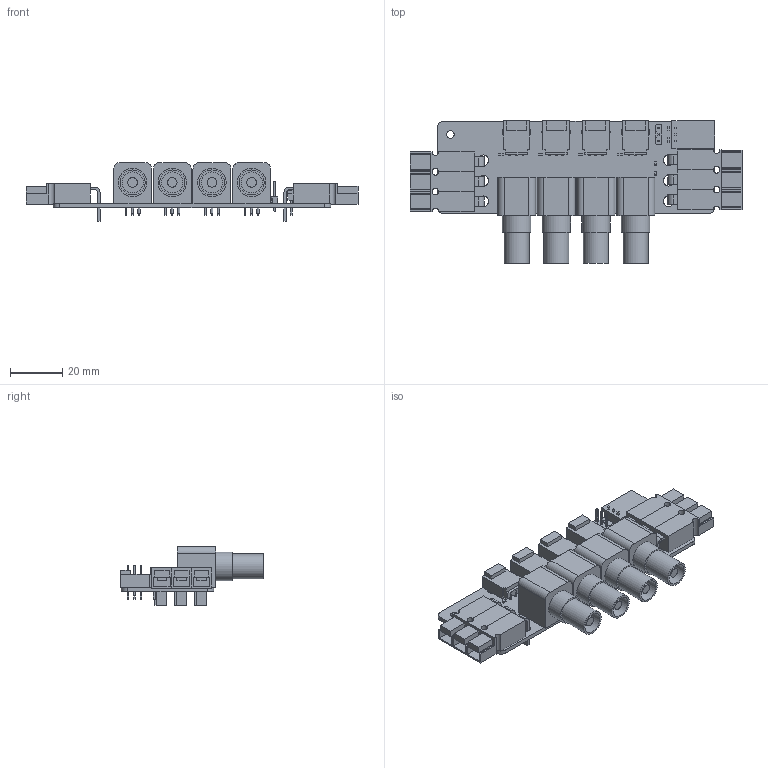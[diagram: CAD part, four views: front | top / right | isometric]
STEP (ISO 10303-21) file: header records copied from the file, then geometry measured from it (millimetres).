
FILE_DESCRIPTION(('KiCad electronic assembly'),'2;1');
FILE_NAME('CameraPowerInjector_Hardware.step','2019-04-02T18:39:16',( 'An Author'),('A Company'),'Open CASCADE STEP processor 6.9', 'KiCad to STEP converter','Unknown');
FILE_SCHEMA(('AUTOMOTIVE_DESIGN { 1 0 10303 214 1 1 1 1 }'));
Length unit declared in the file: millimetre
Products named in the file (18): Open CASCADE STEP translator 6.9 1; C_0603_1608Metric; SOLID; Anderson_3_Horizontal_Side_by_Side; COMPOUND; Molex_SL_03_Horizontal; BNC_Horizontal; PinHeader_1x03_P2.54mm_Vertical; OKI; LED_0603_1608Metric; R_0603_1608Metric
Assembly tree (29 placements, depth 3):
  Open CASCADE STEP translator 6.9 1
    C_0603_1608Metric  x6
      SOLID
    Anderson_3_Horizontal_Side_by_Side  x2
      COMPOUND
    Molex_SL_03_Horizontal  x4
      SOLID
    BNC_Horizontal  x4
      SOLID
    PinHeader_1x03_P2.54mm_Vertical
      SOLID
    OKI
      SOLID
    LED_0603_1608Metric
      SOLID
    R_0603_1608Metric
      SOLID
    COMPOUND
Bounding box: 127.51 x 54.86 x 22.61 mm (x, y, z)
Volume: 33379.3 mm3; surface area: 28157.9 mm2
Topology: 25 solids, 25 shells, 949 faces, 2424 edges, 1604 vertices
Faces by surface type: plane 748, cylinder 201
Full cylindrical faces by diameter (mm): 0.762 x4, 0.889 x19, 0.9 x8, 1 x3, 2.642 x8, 2.946 x4, 3.45 x8, 3.665 x4, 4.06 x6, 7.874 x1, 8.114 x4, 9.601 x4, 10.922 x4
Entity records: 33424 total; most frequent: CARTESIAN_POINT 5300, DIRECTION 4753, LINE 3165, VECTOR 3165, ORIENTED_EDGE 2400, PCURVE 2400, DEFINITIONAL_REPRESENTATION 2400, EDGE_CURVE 1200
